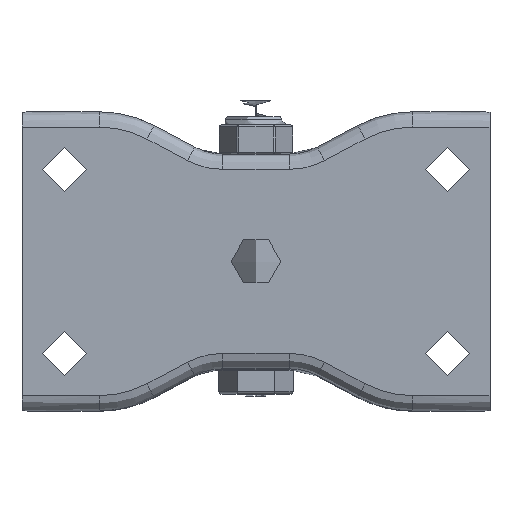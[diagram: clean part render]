
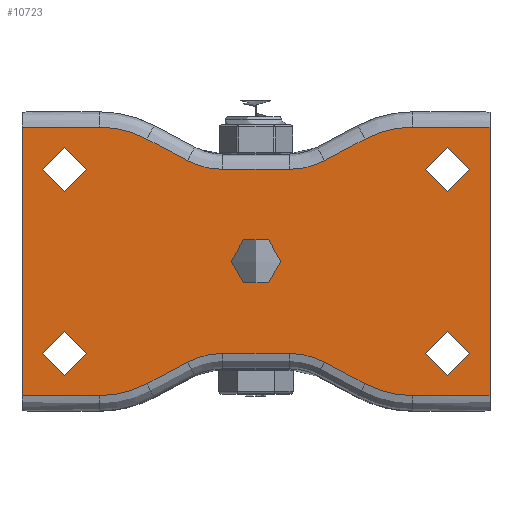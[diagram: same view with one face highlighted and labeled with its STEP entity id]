
A CAD part, top view. The second image highlights one B-rep face of the part: STEP entity #10723.
In plain terms, the highlighted planar face has unit normal (0, 0, 1).
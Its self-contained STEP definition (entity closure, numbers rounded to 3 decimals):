
#1182=FACE_BOUND('',#2391,.T.);
#1183=FACE_BOUND('',#2392,.T.);
#1184=FACE_BOUND('',#2393,.T.);
#1185=FACE_BOUND('',#2394,.T.);
#1186=FACE_BOUND('',#2395,.T.);
#1320=CIRCLE('',#11513,5.75);
#1322=CIRCLE('',#11516,5.75);
#1331=CIRCLE('',#11554,26.5);
#1334=CIRCLE('',#11559,19.5);
#1337=CIRCLE('',#11564,19.5);
#1340=CIRCLE('',#11569,26.5);
#1343=CIRCLE('',#11574,6.5);
#1348=CIRCLE('',#11582,5.75);
#1350=CIRCLE('',#11585,5.75);
#1357=CIRCLE('',#11605,26.5);
#1358=CIRCLE('',#11606,19.5);
#1359=CIRCLE('',#11607,19.5);
#1360=CIRCLE('',#11608,26.5);
#1361=CIRCLE('',#11609,6.5);
#1735=FACE_OUTER_BOUND('',#2390,.T.);
#2390=EDGE_LOOP('',(#7451,#7452,#7453,#7454,#7455,#7456,#7457,#7458,#7459,
#7460,#7461,#7462,#7463,#7464,#7465,#7466,#7467,#7468,#7469,#7470));
#2391=EDGE_LOOP('',(#7471,#7472));
#2392=EDGE_LOOP('',(#7473));
#2393=EDGE_LOOP('',(#7474));
#2394=EDGE_LOOP('',(#7475));
#2395=EDGE_LOOP('',(#7476));
#3176=LINE('',#15220,#3892);
#3177=LINE('',#15228,#3893);
#3178=LINE('',#15236,#3894);
#3179=LINE('',#15244,#3895);
#3180=LINE('',#15253,#3896);
#3192=LINE('',#15301,#3908);
#3208=LINE('',#15374,#3924);
#3209=LINE('',#15376,#3925);
#3210=LINE('',#15380,#3926);
#3211=LINE('',#15384,#3927);
#3212=LINE('',#15388,#3928);
#3213=LINE('',#15391,#3929);
#3892=VECTOR('',#12597,10.);
#3893=VECTOR('',#12608,10.);
#3894=VECTOR('',#12619,10.);
#3895=VECTOR('',#12630,10.);
#3896=VECTOR('',#12643,10.);
#3908=VECTOR('',#12689,1.);
#3924=VECTOR('',#12735,1.);
#3925=VECTOR('',#12736,10.);
#3926=VECTOR('',#12739,10.);
#3927=VECTOR('',#12742,10.);
#3928=VECTOR('',#12745,10.);
#3929=VECTOR('',#12748,10.);
#4578=VERTEX_POINT('',#15083);
#4580=VERTEX_POINT('',#15089);
#4610=VERTEX_POINT('',#15217);
#4611=VERTEX_POINT('',#15219);
#4612=VERTEX_POINT('',#15223);
#4613=VERTEX_POINT('',#15227);
#4614=VERTEX_POINT('',#15231);
#4615=VERTEX_POINT('',#15235);
#4616=VERTEX_POINT('',#15239);
#4617=VERTEX_POINT('',#15243);
#4618=VERTEX_POINT('',#15247);
#4619=VERTEX_POINT('',#15251);
#4621=VERTEX_POINT('',#15256);
#4622=VERTEX_POINT('',#15258);
#4633=VERTEX_POINT('',#15284);
#4635=VERTEX_POINT('',#15290);
#4638=VERTEX_POINT('',#15300);
#4656=VERTEX_POINT('',#15373);
#4657=VERTEX_POINT('',#15375);
#4658=VERTEX_POINT('',#15377);
#4659=VERTEX_POINT('',#15379);
#4660=VERTEX_POINT('',#15381);
#4661=VERTEX_POINT('',#15383);
#4662=VERTEX_POINT('',#15385);
#4663=VERTEX_POINT('',#15387);
#4664=VERTEX_POINT('',#15389);
#5640=EDGE_CURVE('',#4578,#4578,#1320,.T.);
#5643=EDGE_CURVE('',#4580,#4580,#1322,.T.);
#5694=EDGE_CURVE('',#4611,#4610,#3176,.T.);
#5696=EDGE_CURVE('',#4612,#4611,#1331,.T.);
#5698=EDGE_CURVE('',#4613,#4612,#3177,.T.);
#5700=EDGE_CURVE('',#4614,#4613,#1334,.T.);
#5702=EDGE_CURVE('',#4615,#4614,#3178,.T.);
#5704=EDGE_CURVE('',#4616,#4615,#1337,.T.);
#5706=EDGE_CURVE('',#4617,#4616,#3179,.T.);
#5708=EDGE_CURVE('',#4618,#4617,#1340,.T.);
#5711=EDGE_CURVE('',#4619,#4618,#3180,.T.);
#5713=EDGE_CURVE('',#4621,#4622,#1343,.T.);
#5726=EDGE_CURVE('',#4633,#4633,#1348,.T.);
#5729=EDGE_CURVE('',#4635,#4635,#1350,.T.);
#5733=EDGE_CURVE('',#4638,#4619,#3192,.T.);
#5760=EDGE_CURVE('',#4610,#4656,#3208,.T.);
#5761=EDGE_CURVE('',#4657,#4656,#3209,.T.);
#5762=EDGE_CURVE('',#4658,#4657,#1357,.T.);
#5763=EDGE_CURVE('',#4659,#4658,#3210,.T.);
#5764=EDGE_CURVE('',#4660,#4659,#1358,.T.);
#5765=EDGE_CURVE('',#4661,#4660,#3211,.T.);
#5766=EDGE_CURVE('',#4662,#4661,#1359,.T.);
#5767=EDGE_CURVE('',#4663,#4662,#3212,.T.);
#5768=EDGE_CURVE('',#4664,#4663,#1360,.T.);
#5769=EDGE_CURVE('',#4638,#4664,#3213,.T.);
#5770=EDGE_CURVE('',#4621,#4622,#1361,.T.);
#7451=ORIENTED_EDGE('',*,*,#5733,.T.);
#7452=ORIENTED_EDGE('',*,*,#5711,.T.);
#7453=ORIENTED_EDGE('',*,*,#5708,.T.);
#7454=ORIENTED_EDGE('',*,*,#5706,.T.);
#7455=ORIENTED_EDGE('',*,*,#5704,.T.);
#7456=ORIENTED_EDGE('',*,*,#5702,.T.);
#7457=ORIENTED_EDGE('',*,*,#5700,.T.);
#7458=ORIENTED_EDGE('',*,*,#5698,.T.);
#7459=ORIENTED_EDGE('',*,*,#5696,.T.);
#7460=ORIENTED_EDGE('',*,*,#5694,.T.);
#7461=ORIENTED_EDGE('',*,*,#5760,.T.);
#7462=ORIENTED_EDGE('',*,*,#5761,.F.);
#7463=ORIENTED_EDGE('',*,*,#5762,.F.);
#7464=ORIENTED_EDGE('',*,*,#5763,.F.);
#7465=ORIENTED_EDGE('',*,*,#5764,.F.);
#7466=ORIENTED_EDGE('',*,*,#5765,.F.);
#7467=ORIENTED_EDGE('',*,*,#5766,.F.);
#7468=ORIENTED_EDGE('',*,*,#5767,.F.);
#7469=ORIENTED_EDGE('',*,*,#5768,.F.);
#7470=ORIENTED_EDGE('',*,*,#5769,.F.);
#7471=ORIENTED_EDGE('',*,*,#5770,.T.);
#7472=ORIENTED_EDGE('',*,*,#5713,.F.);
#7473=ORIENTED_EDGE('',*,*,#5643,.F.);
#7474=ORIENTED_EDGE('',*,*,#5640,.F.);
#7475=ORIENTED_EDGE('',*,*,#5726,.T.);
#7476=ORIENTED_EDGE('',*,*,#5729,.T.);
#10438=PLANE('',#11604);
#10723=ADVANCED_FACE('',(#1735,#1182,#1183,#1184,#1185,#1186),#10438,.F.);
#11513=AXIS2_PLACEMENT_3D('',#15085,#12488,#12489);
#11516=AXIS2_PLACEMENT_3D('',#15091,#12495,#12496);
#11554=AXIS2_PLACEMENT_3D('',#15224,#12602,#12603);
#11559=AXIS2_PLACEMENT_3D('',#15232,#12613,#12614);
#11564=AXIS2_PLACEMENT_3D('',#15240,#12624,#12625);
#11569=AXIS2_PLACEMENT_3D('',#15248,#12635,#12636);
#11574=AXIS2_PLACEMENT_3D('',#15259,#12647,#12648);
#11582=AXIS2_PLACEMENT_3D('',#15286,#12671,#12672);
#11585=AXIS2_PLACEMENT_3D('',#15292,#12678,#12679);
#11604=AXIS2_PLACEMENT_3D('',#15372,#12733,#12734);
#11605=AXIS2_PLACEMENT_3D('',#15378,#12737,#12738);
#11606=AXIS2_PLACEMENT_3D('',#15382,#12740,#12741);
#11607=AXIS2_PLACEMENT_3D('',#15386,#12743,#12744);
#11608=AXIS2_PLACEMENT_3D('',#15390,#12746,#12747);
#11609=AXIS2_PLACEMENT_3D('',#15392,#12749,#12750);
#12488=DIRECTION('center_axis',(0.,0.,1.));
#12489=DIRECTION('ref_axis',(1.,0.,0.));
#12495=DIRECTION('center_axis',(0.,0.,1.));
#12496=DIRECTION('ref_axis',(1.,0.,0.));
#12597=DIRECTION('',(-1.,0.,0.));
#12602=DIRECTION('center_axis',(0.,0.,1.));
#12603=DIRECTION('ref_axis',(0.242,0.97,0.));
#12608=DIRECTION('',(-0.883,0.469,0.));
#12613=DIRECTION('center_axis',(0.,0.,-1.));
#12614=DIRECTION('ref_axis',(-0.242,-0.97,0.));
#12619=DIRECTION('',(-1.,0.,0.));
#12624=DIRECTION('center_axis',(0.,0.,-1.));
#12625=DIRECTION('ref_axis',(0.242,-0.97,0.));
#12630=DIRECTION('',(-0.883,-0.469,0.));
#12635=DIRECTION('center_axis',(0.,0.,1.));
#12636=DIRECTION('ref_axis',(-0.242,0.97,0.));
#12643=DIRECTION('',(-1.,0.,0.));
#12647=DIRECTION('center_axis',(0.,0.,1.));
#12648=DIRECTION('ref_axis',(-1.,0.,0.));
#12671=DIRECTION('center_axis',(0.,0.,-1.));
#12672=DIRECTION('ref_axis',(1.,0.,0.));
#12678=DIRECTION('center_axis',(0.,0.,-1.));
#12679=DIRECTION('ref_axis',(1.,0.,0.));
#12689=DIRECTION('',(0.,1.,0.));
#12733=DIRECTION('center_axis',(0.,0.,-1.));
#12734=DIRECTION('ref_axis',(0.,-1.,0.));
#12735=DIRECTION('',(0.,-1.,0.));
#12736=DIRECTION('',(-1.,0.,0.));
#12737=DIRECTION('center_axis',(0.,0.,-1.));
#12738=DIRECTION('ref_axis',(0.242,-0.97,0.));
#12739=DIRECTION('',(-0.883,-0.469,0.));
#12740=DIRECTION('center_axis',(0.,0.,1.));
#12741=DIRECTION('ref_axis',(-0.242,0.97,0.));
#12742=DIRECTION('',(-1.,0.,0.));
#12743=DIRECTION('center_axis',(0.,0.,1.));
#12744=DIRECTION('ref_axis',(0.242,0.97,0.));
#12745=DIRECTION('',(-0.883,0.469,0.));
#12746=DIRECTION('center_axis',(0.,0.,-1.));
#12747=DIRECTION('ref_axis',(-0.242,-0.97,0.));
#12748=DIRECTION('',(-1.,0.,0.));
#12749=DIRECTION('center_axis',(0.,0.,-1.));
#12750=DIRECTION('ref_axis',(-1.,0.,0.));
#15083=CARTESIAN_POINT('',(536.794,-26.195,0.));
#15085=CARTESIAN_POINT('Origin',(531.044,-26.195,0.));
#15089=CARTESIAN_POINT('',(436.794,-26.195,0.));
#15091=CARTESIAN_POINT('Origin',(431.044,-26.195,0.));
#15217=CARTESIAN_POINT('',(420.044,-15.195,0.));
#15219=CARTESIAN_POINT('',(440.167,-15.195,0.));
#15220=CARTESIAN_POINT('',(440.167,-15.195,0.));
#15223=CARTESIAN_POINT('',(452.608,-18.297,0.));
#15224=CARTESIAN_POINT('Origin',(440.167,-41.695,0.));
#15227=CARTESIAN_POINT('',(463.169,-23.913,0.));
#15228=CARTESIAN_POINT('',(456.243,-20.23,0.));
#15231=CARTESIAN_POINT('',(472.324,-26.195,0.));
#15232=CARTESIAN_POINT('Origin',(472.324,-6.695,0.));
#15235=CARTESIAN_POINT('',(489.763,-26.195,0.));
#15236=CARTESIAN_POINT('',(460.605,-26.195,0.));
#15239=CARTESIAN_POINT('',(498.918,-23.913,0.));
#15240=CARTESIAN_POINT('Origin',(489.763,-6.695,0.));
#15243=CARTESIAN_POINT('',(509.479,-18.297,0.));
#15244=CARTESIAN_POINT('',(477.612,-35.241,0.));
#15247=CARTESIAN_POINT('',(521.92,-15.195,0.));
#15248=CARTESIAN_POINT('Origin',(521.92,-41.695,0.));
#15251=CARTESIAN_POINT('',(542.044,-15.195,0.));
#15253=CARTESIAN_POINT('',(440.167,-15.195,0.));
#15256=CARTESIAN_POINT('',(487.544,-50.195,0.));
#15258=CARTESIAN_POINT('',(474.544,-50.195,0.));
#15259=CARTESIAN_POINT('Origin',(481.044,-50.195,0.));
#15284=CARTESIAN_POINT('',(536.794,-74.195,0.));
#15286=CARTESIAN_POINT('Origin',(531.044,-74.195,0.));
#15290=CARTESIAN_POINT('',(436.794,-74.195,0.));
#15292=CARTESIAN_POINT('Origin',(431.044,-74.195,0.));
#15300=CARTESIAN_POINT('',(542.044,-85.195,0.));
#15301=CARTESIAN_POINT('',(542.044,-85.695,0.));
#15372=CARTESIAN_POINT('Origin',(440.167,-58.695,0.));
#15373=CARTESIAN_POINT('',(420.044,-85.195,0.));
#15374=CARTESIAN_POINT('',(420.044,-50.195,0.));
#15375=CARTESIAN_POINT('',(440.167,-85.195,0.));
#15376=CARTESIAN_POINT('',(440.167,-85.195,0.));
#15377=CARTESIAN_POINT('',(452.608,-82.093,0.));
#15378=CARTESIAN_POINT('Origin',(440.167,-58.695,0.));
#15379=CARTESIAN_POINT('',(463.169,-76.478,0.));
#15380=CARTESIAN_POINT('',(456.243,-80.16,0.));
#15381=CARTESIAN_POINT('',(472.324,-74.195,0.));
#15382=CARTESIAN_POINT('Origin',(472.324,-93.695,0.));
#15383=CARTESIAN_POINT('',(489.763,-74.195,0.));
#15384=CARTESIAN_POINT('',(460.605,-74.195,0.));
#15385=CARTESIAN_POINT('',(498.918,-76.478,0.));
#15386=CARTESIAN_POINT('Origin',(489.763,-93.695,0.));
#15387=CARTESIAN_POINT('',(509.479,-82.093,0.));
#15388=CARTESIAN_POINT('',(477.612,-65.149,0.));
#15389=CARTESIAN_POINT('',(521.92,-85.195,0.));
#15390=CARTESIAN_POINT('Origin',(521.92,-58.695,0.));
#15391=CARTESIAN_POINT('',(440.167,-85.195,0.));
#15392=CARTESIAN_POINT('Origin',(481.044,-50.195,0.));
